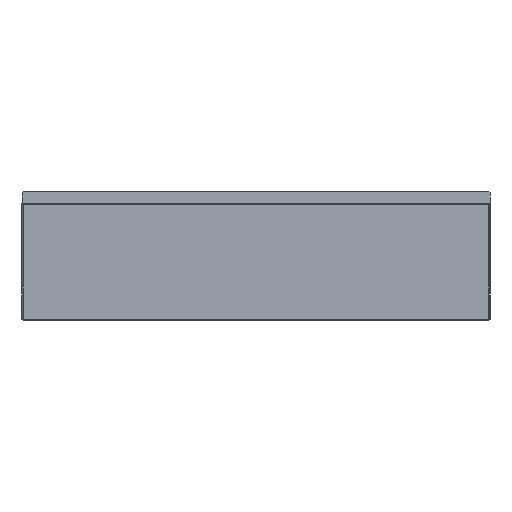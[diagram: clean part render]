
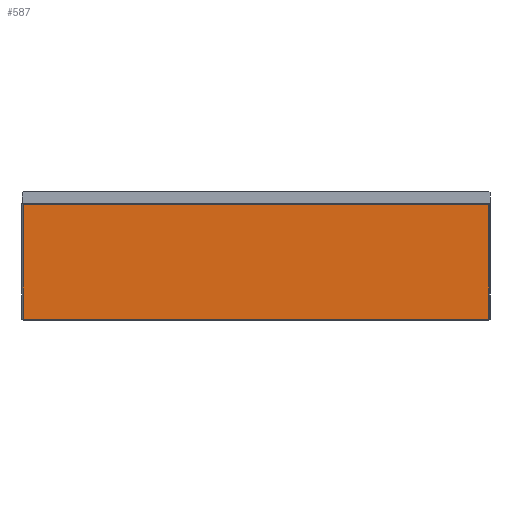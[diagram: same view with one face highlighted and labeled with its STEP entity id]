
A CAD part, left-side view. The second image highlights one B-rep face of the part: STEP entity #587.
In plain terms, the highlighted planar face has unit normal (-1, 0, 0).
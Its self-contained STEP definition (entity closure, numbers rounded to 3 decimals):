
#26 = CARTESIAN_POINT ( 'NONE',  ( 0., 0.1, 0.1 ) ) ;
#87 = VERTEX_POINT ( 'NONE', #1012 ) ;
#98 = CARTESIAN_POINT ( 'NONE',  ( 0., 0.1, 9.9 ) ) ;
#106 = VECTOR ( 'NONE', #1529, 1000. ) ;
#111 = LINE ( 'NONE', #2203, #1010 ) ;
#130 = EDGE_CURVE ( 'NONE', #1059, #87, #1682, .T. ) ;
#157 = CARTESIAN_POINT ( 'NONE',  ( 0., 39.9, 11. ) ) ;
#198 = PLANE ( 'NONE',  #903 ) ;
#208 = DIRECTION ( 'NONE',  ( 0., 0., -1. ) ) ;
#445 = ORIENTED_EDGE ( 'NONE', *, *, #1959, .T. ) ;
#552 = VECTOR ( 'NONE', #1349, 1000. ) ;
#580 = LINE ( 'NONE', #642, #106 ) ;
#587 = ADVANCED_FACE ( 'NONE', ( #1835 ), #198, .F. ) ;
#642 = CARTESIAN_POINT ( 'NONE',  ( 0., 0.1, 11. ) ) ;
#741 = CARTESIAN_POINT ( 'NONE',  ( 0., 0., 11. ) ) ;
#864 = EDGE_CURVE ( 'NONE', #1426, #1112, #580, .T. ) ;
#903 = AXIS2_PLACEMENT_3D ( 'NONE', #741, #1482, #208 ) ;
#1010 = VECTOR ( 'NONE', #2186, 1000. ) ;
#1012 = CARTESIAN_POINT ( 'NONE',  ( 0., 39.9, 0.1 ) ) ;
#1059 = VERTEX_POINT ( 'NONE', #1542 ) ;
#1075 = EDGE_CURVE ( 'NONE', #1112, #1059, #2270, .T. ) ;
#1077 = DIRECTION ( 'NONE',  ( 0., 0., -1. ) ) ;
#1112 = VERTEX_POINT ( 'NONE', #98 ) ;
#1180 = CARTESIAN_POINT ( 'NONE',  ( 0., 0., 9.9 ) ) ;
#1187 = ORIENTED_EDGE ( 'NONE', *, *, #864, .T. ) ;
#1235 = ORIENTED_EDGE ( 'NONE', *, *, #130, .T. ) ;
#1239 = ORIENTED_EDGE ( 'NONE', *, *, #1075, .T. ) ;
#1349 = DIRECTION ( 'NONE',  ( 0., 1., 0. ) ) ;
#1426 = VERTEX_POINT ( 'NONE', #26 ) ;
#1482 = DIRECTION ( 'NONE',  ( 1., 0., 0. ) ) ;
#1529 = DIRECTION ( 'NONE',  ( 0., 0., 1. ) ) ;
#1542 = CARTESIAN_POINT ( 'NONE',  ( 0., 39.9, 9.9 ) ) ;
#1585 = VECTOR ( 'NONE', #1077, 1000. ) ;
#1682 = LINE ( 'NONE', #157, #1585 ) ;
#1835 = FACE_OUTER_BOUND ( 'NONE', #1963, .T. ) ;
#1959 = EDGE_CURVE ( 'NONE', #87, #1426, #111, .T. ) ;
#1963 = EDGE_LOOP ( 'NONE', ( #1235, #445, #1187, #1239 ) ) ;
#2186 = DIRECTION ( 'NONE',  ( 0., -1., 0. ) ) ;
#2203 = CARTESIAN_POINT ( 'NONE',  ( 0., 0., 0.1 ) ) ;
#2270 = LINE ( 'NONE', #1180, #552 ) ;
